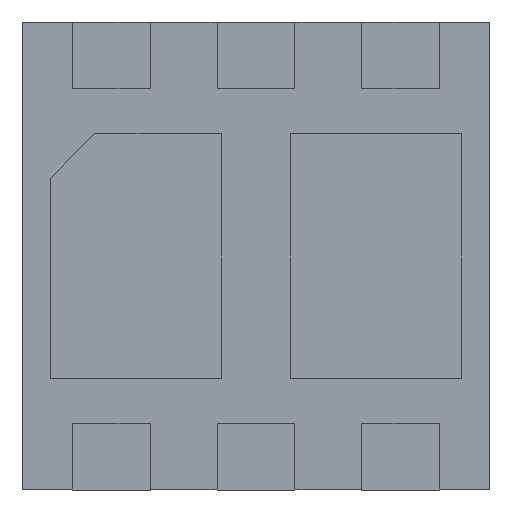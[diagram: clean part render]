
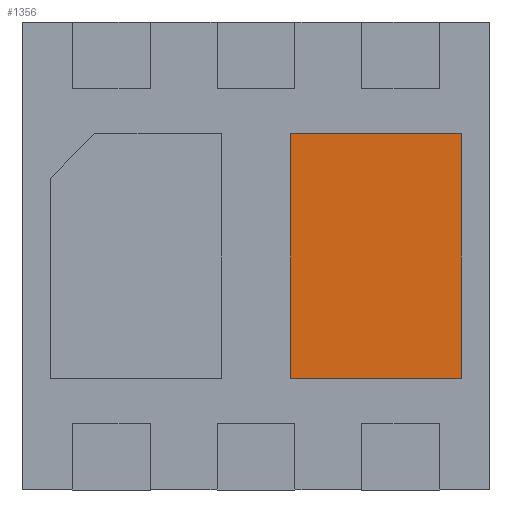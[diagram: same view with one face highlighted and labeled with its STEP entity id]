
A CAD part, front view. The second image highlights one B-rep face of the part: STEP entity #1356.
In plain terms, the highlighted planar face has unit normal (0, -1, 0).
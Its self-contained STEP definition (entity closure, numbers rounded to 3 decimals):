
#14 = AXIS2_PLACEMENT_3D ( 'NONE', #3055, #2477, #1074 ) ;
#41 = LINE ( 'NONE', #1521, #2084 ) ;
#295 = CARTESIAN_POINT ( 'NONE',  ( 0.155, -0.04, -0.55 ) ) ;
#442 = CARTESIAN_POINT ( 'NONE',  ( 0.925, -0.04, -0.55 ) ) ;
#647 = EDGE_CURVE ( 'NONE', #3444, #2154, #2799, .T. ) ;
#877 = VERTEX_POINT ( 'NONE', #2110 ) ;
#892 = ORIENTED_EDGE ( 'NONE', *, *, #2683, .T. ) ;
#1074 = DIRECTION ( 'NONE',  ( 0., 0., 1. ) ) ;
#1088 = VECTOR ( 'NONE', #3519, 1000. ) ;
#1159 = EDGE_LOOP ( 'NONE', ( #2983, #2927, #892, #2554 ) ) ;
#1251 = VERTEX_POINT ( 'NONE', #2098 ) ;
#1256 = LINE ( 'NONE', #442, #2433 ) ;
#1356 = ADVANCED_FACE ( 'NONE', ( #1951 ), #2430, .F. ) ;
#1391 = CARTESIAN_POINT ( 'NONE',  ( 0.155, -0.04, 0.55 ) ) ;
#1521 = CARTESIAN_POINT ( 'NONE',  ( 0.155, -0.04, -0.55 ) ) ;
#1951 = FACE_OUTER_BOUND ( 'NONE', #1159, .T. ) ;
#2082 = DIRECTION ( 'NONE',  ( 1., 0., 0. ) ) ;
#2084 = VECTOR ( 'NONE', #2082, 1000. ) ;
#2098 = CARTESIAN_POINT ( 'NONE',  ( 0.155, -0.04, -0.55 ) ) ;
#2110 = CARTESIAN_POINT ( 'NONE',  ( 0.925, -0.04, -0.55 ) ) ;
#2154 = VERTEX_POINT ( 'NONE', #3576 ) ;
#2238 = EDGE_CURVE ( 'NONE', #877, #3444, #1256, .T. ) ;
#2430 = PLANE ( 'NONE',  #14 ) ;
#2433 = VECTOR ( 'NONE', #3560, 1000. ) ;
#2477 = DIRECTION ( 'NONE',  ( 0., 1., 0. ) ) ;
#2554 = ORIENTED_EDGE ( 'NONE', *, *, #3465, .T. ) ;
#2683 = EDGE_CURVE ( 'NONE', #2154, #1251, #2849, .T. ) ;
#2799 = LINE ( 'NONE', #1391, #3283 ) ;
#2849 = LINE ( 'NONE', #295, #1088 ) ;
#2927 = ORIENTED_EDGE ( 'NONE', *, *, #647, .T. ) ;
#2930 = CARTESIAN_POINT ( 'NONE',  ( 0.925, -0.04, 0.55 ) ) ;
#2983 = ORIENTED_EDGE ( 'NONE', *, *, #2238, .T. ) ;
#3055 = CARTESIAN_POINT ( 'NONE',  ( 0., -0.04, 0. ) ) ;
#3242 = DIRECTION ( 'NONE',  ( -1., 0., 0. ) ) ;
#3283 = VECTOR ( 'NONE', #3242, 1000. ) ;
#3444 = VERTEX_POINT ( 'NONE', #2930 ) ;
#3465 = EDGE_CURVE ( 'NONE', #1251, #877, #41, .T. ) ;
#3519 = DIRECTION ( 'NONE',  ( 0., 0., -1. ) ) ;
#3560 = DIRECTION ( 'NONE',  ( 0., 0., 1. ) ) ;
#3576 = CARTESIAN_POINT ( 'NONE',  ( 0.155, -0.04, 0.55 ) ) ;
